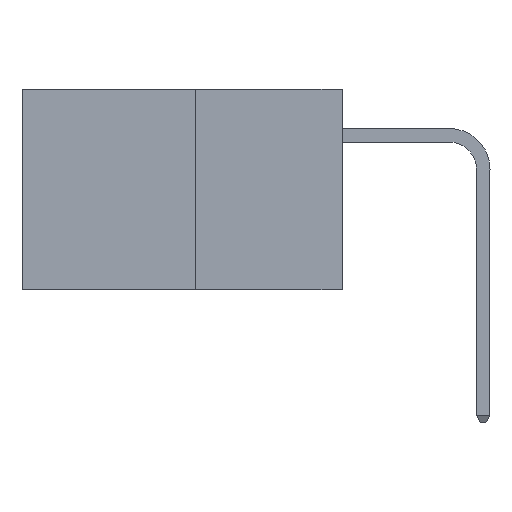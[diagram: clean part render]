
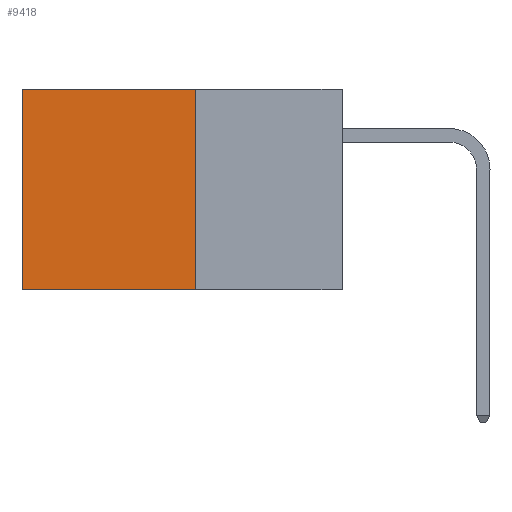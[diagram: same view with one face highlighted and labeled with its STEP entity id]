
A CAD part, left-side view. The second image highlights one B-rep face of the part: STEP entity #9418.
In plain terms, the highlighted planar face has unit normal (-1, 0, 0).
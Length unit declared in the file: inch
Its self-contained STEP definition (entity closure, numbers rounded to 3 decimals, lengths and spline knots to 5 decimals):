
#244 = EDGE_CURVE ( 'NONE', #16418, #7114, #8222, .T. ) ;
#296 = DIRECTION ( 'NONE',  ( 1., 0., 0. ) ) ;
#460 = CARTESIAN_POINT ( 'NONE',  ( 0.277, 0.27, 0. ) ) ;
#602 = VECTOR ( 'NONE', #7597, 39.37008 ) ;
#1241 = ORIENTED_EDGE ( 'NONE', *, *, #244, .F. ) ;
#1269 = EDGE_CURVE ( 'NONE', #8729, #16418, #15982, .T. ) ;
#1498 = EDGE_CURVE ( 'NONE', #8729, #8264, #7922, .T. ) ;
#2820 = CARTESIAN_POINT ( 'NONE',  ( 0.277, 0.59, -0.37 ) ) ;
#3287 = CARTESIAN_POINT ( 'NONE',  ( 0.277, 0.59, 0. ) ) ;
#3444 = LINE ( 'NONE', #2820, #17752 ) ;
#4024 = CARTESIAN_POINT ( 'NONE',  ( 0.277, 0.59, -0.37 ) ) ;
#4322 = AXIS2_PLACEMENT_3D ( 'NONE', #12668, #296, #9913 ) ;
#4561 = VECTOR ( 'NONE', #17439, 39.37008 ) ;
#5504 = EDGE_LOOP ( 'NONE', ( #16028, #1241, #12450, #6473 ) ) ;
#6473 = ORIENTED_EDGE ( 'NONE', *, *, #1498, .T. ) ;
#7114 = VERTEX_POINT ( 'NONE', #4024 ) ;
#7597 = DIRECTION ( 'NONE',  ( 0., 1., 0. ) ) ;
#7922 = LINE ( 'NONE', #460, #602 ) ;
#8222 = LINE ( 'NONE', #10846, #4561 ) ;
#8264 = VERTEX_POINT ( 'NONE', #3287 ) ;
#8267 = DIRECTION ( 'NONE',  ( 0., 0., -1. ) ) ;
#8525 = PLANE ( 'NONE',  #4322 ) ;
#8729 = VERTEX_POINT ( 'NONE', #13974 ) ;
#9418 = ADVANCED_FACE ( 'NONE', ( #12554 ), #8525, .F. ) ;
#9913 = DIRECTION ( 'NONE',  ( 0., 0., -1. ) ) ;
#9953 = CARTESIAN_POINT ( 'NONE',  ( 0.277, 0.27, -0.37 ) ) ;
#10009 = EDGE_CURVE ( 'NONE', #8264, #7114, #3444, .T. ) ;
#10765 = CARTESIAN_POINT ( 'NONE',  ( 0.277, 0.27, -0.37 ) ) ;
#10846 = CARTESIAN_POINT ( 'NONE',  ( 0.277, 0.27, -0.37 ) ) ;
#11409 = VECTOR ( 'NONE', #14779, 39.37008 ) ;
#12450 = ORIENTED_EDGE ( 'NONE', *, *, #1269, .F. ) ;
#12554 = FACE_OUTER_BOUND ( 'NONE', #5504, .T. ) ;
#12668 = CARTESIAN_POINT ( 'NONE',  ( 0.277, 0.27, -0.37 ) ) ;
#13974 = CARTESIAN_POINT ( 'NONE',  ( 0.277, 0.27, 0. ) ) ;
#14779 = DIRECTION ( 'NONE',  ( 0., 0., -1. ) ) ;
#15982 = LINE ( 'NONE', #10765, #11409 ) ;
#16028 = ORIENTED_EDGE ( 'NONE', *, *, #10009, .T. ) ;
#16418 = VERTEX_POINT ( 'NONE', #9953 ) ;
#17439 = DIRECTION ( 'NONE',  ( 0., 1., 0. ) ) ;
#17752 = VECTOR ( 'NONE', #8267, 39.37008 ) ;
